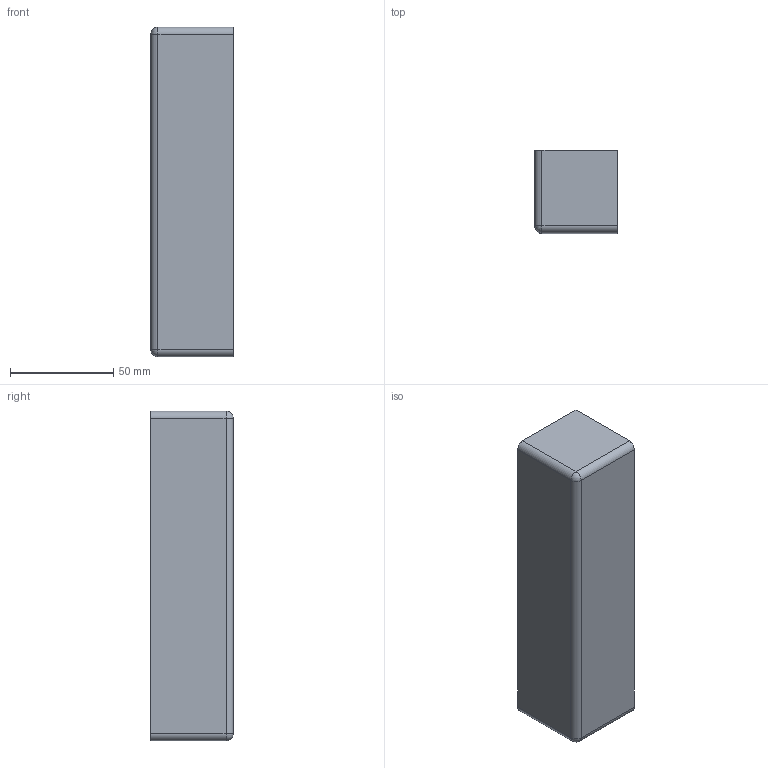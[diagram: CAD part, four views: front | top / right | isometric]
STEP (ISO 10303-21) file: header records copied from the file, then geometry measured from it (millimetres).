
FILE_DESCRIPTION((''),'2;1');
FILE_NAME('SD0144N.stp','2009-08-10T15:17:24',('teddy iii'),(''),'Autodesk Inventor 11','Autodesk Inventor 11','');
FILE_SCHEMA(('AUTOMOTIVE_DESIGN { 1 0 10303 214 1 1 1 1 }'));
Length unit declared in the file: millimetre
Products named in the file (1): SD0144N
Bounding box: 40 x 40 x 160 mm (x, y, z)
Volume: 199223 mm3; surface area: 38855.4 mm2
Topology: 1 solids, 1 shells, 95 faces, 184 edges, 101 vertices
Faces by surface type: bspline 58, plane 18, cylinder 17, sphere 2
Full cylindrical faces by diameter (mm): 25 x6, 29 x6
Entity records: 3466 total; most frequent: CARTESIAN_POINT 1900, DIRECTION 291, ORIENTED_EDGE 282, EDGE_LOOP 153, EDGE_CURVE 141, AXIS2_PLACEMENT_3D 137, FACE_OUTER_BOUND 95, ADVANCED_FACE 95
